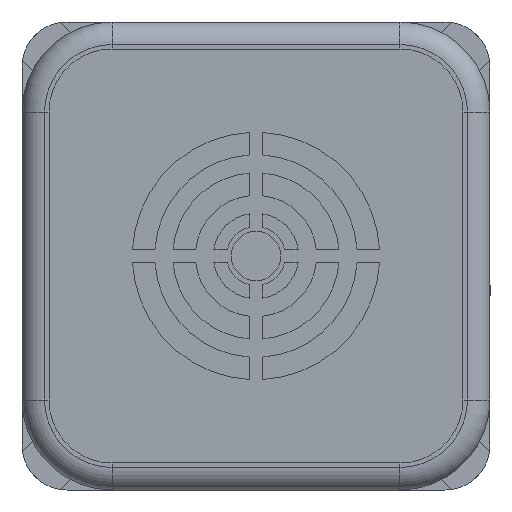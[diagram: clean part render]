
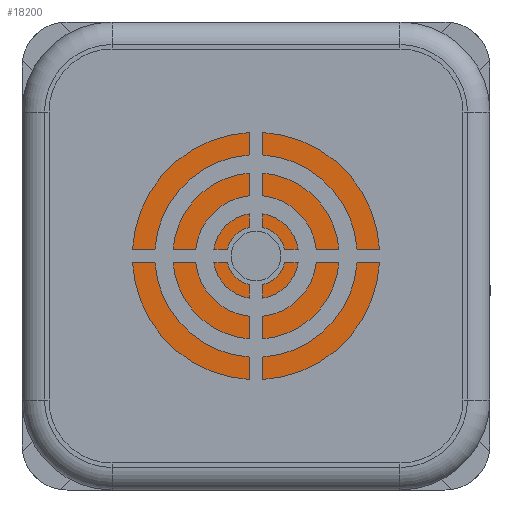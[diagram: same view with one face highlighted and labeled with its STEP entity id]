
A CAD part, front view. The second image highlights one B-rep face of the part: STEP entity #18200.
In plain terms, the highlighted planar face has unit normal (0, -1, 0).
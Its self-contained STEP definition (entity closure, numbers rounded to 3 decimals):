
#300 = DIRECTION ( 'NONE',  ( 0., 1., 0. ) ) ;
#510 = EDGE_CURVE ( 'NONE', #15439, #6535, #5171, .T. ) ;
#1113 = VERTEX_POINT ( 'NONE', #14827 ) ;
#1757 = CARTESIAN_POINT ( 'NONE',  ( 0., 0., 0. ) ) ;
#2138 = CIRCLE ( 'NONE', #6604, 46.5 ) ;
#3287 = EDGE_LOOP ( 'NONE', ( #4854, #5294 ) ) ;
#3346 = DIRECTION ( 'NONE',  ( 0., 0., 1. ) ) ;
#3408 = CARTESIAN_POINT ( 'NONE',  ( 0., 0., 0. ) ) ;
#3975 = ORIENTED_EDGE ( 'NONE', *, *, #16546, .T. ) ;
#4085 = FACE_BOUND ( 'NONE', #12232, .T. ) ;
#4344 = AXIS2_PLACEMENT_3D ( 'NONE', #5832, #5889, #5959 ) ;
#4389 = ORIENTED_EDGE ( 'NONE', *, *, #510, .T. ) ;
#4830 = DIRECTION ( 'NONE',  ( 0., -1., 0. ) ) ;
#4854 = ORIENTED_EDGE ( 'NONE', *, *, #19216, .T. ) ;
#5171 = CIRCLE ( 'NONE', #4344, 6. ) ;
#5294 = ORIENTED_EDGE ( 'NONE', *, *, #13951, .T. ) ;
#5832 = CARTESIAN_POINT ( 'NONE',  ( 0., 0., 0. ) ) ;
#5889 = DIRECTION ( 'NONE',  ( 0., 1., 0. ) ) ;
#5959 = DIRECTION ( 'NONE',  ( 0., 0., 1. ) ) ;
#6535 = VERTEX_POINT ( 'NONE', #13020 ) ;
#6604 = AXIS2_PLACEMENT_3D ( 'NONE', #18634, #9135, #20233 ) ;
#7641 = VERTEX_POINT ( 'NONE', #8439 ) ;
#8439 = CARTESIAN_POINT ( 'NONE',  ( 0., 0., 46.5 ) ) ;
#9135 = DIRECTION ( 'NONE',  ( 0., -1., 0. ) ) ;
#9796 = PLANE ( 'NONE',  #12420 ) ;
#11357 = DIRECTION ( 'NONE',  ( 0., 0., 1. ) ) ;
#11612 = CIRCLE ( 'NONE', #12664, 6. ) ;
#12232 = EDGE_LOOP ( 'NONE', ( #3975, #4389 ) ) ;
#12420 = AXIS2_PLACEMENT_3D ( 'NONE', #3408, #300, #11357 ) ;
#12664 = AXIS2_PLACEMENT_3D ( 'NONE', #1757, #12792, #3346 ) ;
#12792 = DIRECTION ( 'NONE',  ( 0., 1., 0. ) ) ;
#13020 = CARTESIAN_POINT ( 'NONE',  ( 0., 0., 6. ) ) ;
#13951 = EDGE_CURVE ( 'NONE', #1113, #7641, #17164, .T. ) ;
#14308 = CARTESIAN_POINT ( 'NONE',  ( 0., 0., 0. ) ) ;
#14827 = CARTESIAN_POINT ( 'NONE',  ( 0., 0., -46.5 ) ) ;
#15439 = VERTEX_POINT ( 'NONE', #16407 ) ;
#15935 = DIRECTION ( 'NONE',  ( 0., 0., 1. ) ) ;
#16407 = CARTESIAN_POINT ( 'NONE',  ( 0., 0., -6. ) ) ;
#16546 = EDGE_CURVE ( 'NONE', #6535, #15439, #11612, .T. ) ;
#16726 = FACE_OUTER_BOUND ( 'NONE', #3287, .T. ) ;
#17164 = CIRCLE ( 'NONE', #18781, 46.5 ) ;
#18200 = ADVANCED_FACE ( 'NONE', ( #4085, #16726 ), #9796, .F. ) ;
#18634 = CARTESIAN_POINT ( 'NONE',  ( 0., 0., 0. ) ) ;
#18781 = AXIS2_PLACEMENT_3D ( 'NONE', #14308, #4830, #15935 ) ;
#19216 = EDGE_CURVE ( 'NONE', #7641, #1113, #2138, .T. ) ;
#20233 = DIRECTION ( 'NONE',  ( 0., 0., 1. ) ) ;
